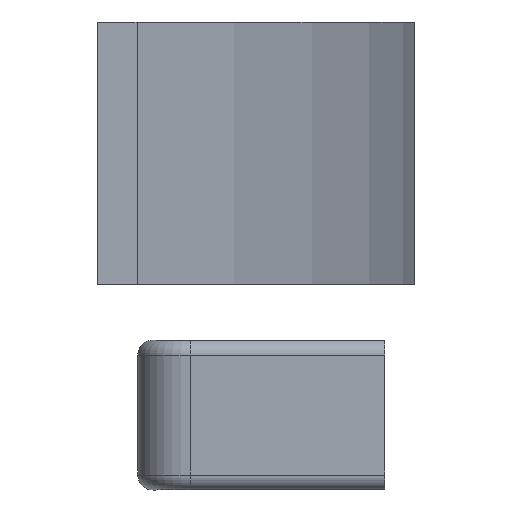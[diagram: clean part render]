
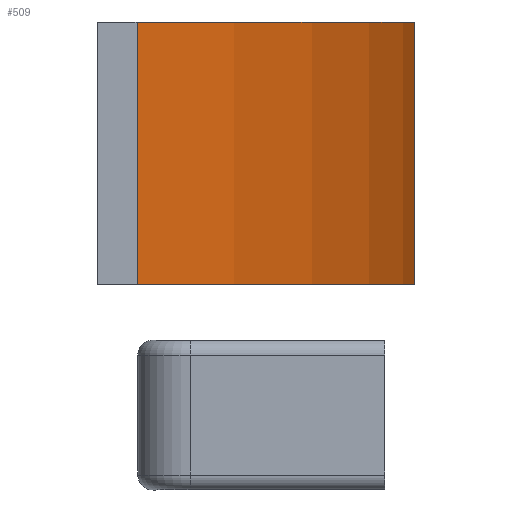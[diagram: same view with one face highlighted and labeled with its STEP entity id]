
A CAD part, front view. The second image highlights one B-rep face of the part: STEP entity #509.
In plain terms, the highlighted cylindrical face has radius 76.651 mm (diameter 153.302 mm), a partial arc.
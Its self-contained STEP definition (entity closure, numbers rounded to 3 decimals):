
#398=CARTESIAN_POINT('POINT23',(58.098,50.,0.)
   );
#399=VERTEX_POINT('VERTEX23',#398);
#406=CARTESIAN_POINT('POINT24',(58.098,-50.,0.
   ));
#407=VERTEX_POINT('VERTEX24',#406);
#408=CARTESIAN_POINT('POS46',(0.,0.,0.));
#409=DIRECTION('DIR75',(0.,0.,1.));
#410=DIRECTION('DIR76',(0.,-1.,0.));
#411=AXIS2_PLACEMENT_3D('AXIS30',#408,#409,#410);
#412=CIRCLE('ELLIPSE18',#411,76.651);
#413=EDGE_CURVE('EDGE36',#399,#407,#412,.F.);
#463=CARTESIAN_POINT('POINT27',(58.098,50.,
   17.5));
#464=VERTEX_POINT('VERTEX27',#463);
#471=CARTESIAN_POINT('POS54',(58.098,50.,
   3.5));
#472=DIRECTION('DIR87',(0.,0.,1.));
#473=VECTOR('VEC21',#472,1.);
#474=LINE('STRAIGHT21',#471,#473);
#475=EDGE_CURVE('EDGE42',#399,#464,#474,.T.);
#485=ORIENTED_EDGE('COEDGE79',*,*,#413,.F.);
#486=ORIENTED_EDGE('COEDGE80',*,*,#475,.T.);
#487=CARTESIAN_POINT('POINT28',(58.098,-50.,
   17.5));
#488=VERTEX_POINT('VERTEX28',#487);
#489=CARTESIAN_POINT('POS56',(0.,0.,17.5));
#490=DIRECTION('DIR90',(0.,0.,1.));
#491=DIRECTION('DIR91',(0.,-1.,0.));
#492=AXIS2_PLACEMENT_3D('AXIS35',#489,#490,#491);
#493=CIRCLE('ELLIPSE20',#492,76.651);
#494=EDGE_CURVE('EDGE43',#488,#464,#493,.T.);
#495=ORIENTED_EDGE('COEDGE81',*,*,#494,.F.);
#496=CARTESIAN_POINT('POS57',(58.098,-50.,
   3.5));
#497=DIRECTION('DIR92',(0.,0.,-1.));
#498=VECTOR('VEC22',#497,1.);
#499=LINE('STRAIGHT22',#496,#498);
#500=EDGE_CURVE('EDGE44',#407,#488,#499,.F.);
#501=ORIENTED_EDGE('COEDGE82',*,*,#500,.F.);
#502=EDGE_LOOP('NONE',(#485,#486,#495,#501));
#503=FACE_BOUND('LOOP1',#502,.T.);
#504=CARTESIAN_POINT('POS58',(0.,0.,3.5));
#505=DIRECTION('DIR93',(0.,0.,1.));
#506=DIRECTION('DIR94',(0.,-1.,0.));
#507=AXIS2_PLACEMENT_3D('AXIS36',#504,#505,#506);
#508=CYLINDRICAL_SURFACE('CONE_SURF7',#507,76.651);
#509=ADVANCED_FACE('FACE19',(#503),#508,.T.);
